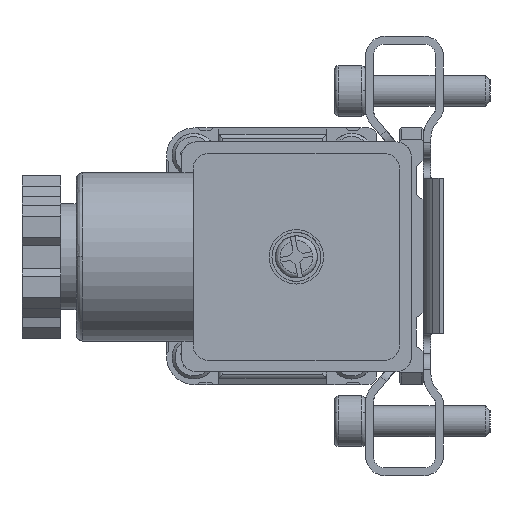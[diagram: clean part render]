
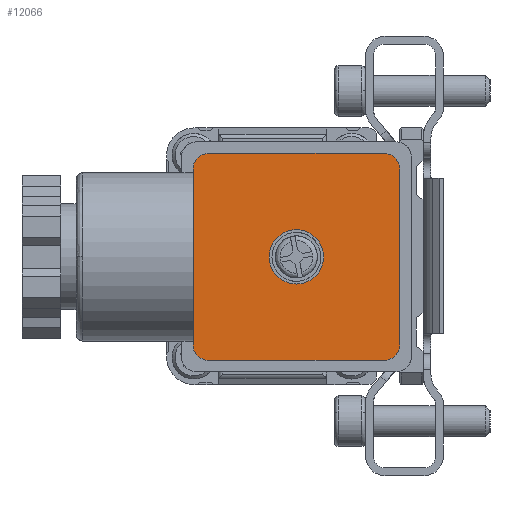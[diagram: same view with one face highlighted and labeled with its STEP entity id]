
A CAD part, left-side view. The second image highlights one B-rep face of the part: STEP entity #12066.
In plain terms, the highlighted planar face has unit normal (-1, 0, 0).
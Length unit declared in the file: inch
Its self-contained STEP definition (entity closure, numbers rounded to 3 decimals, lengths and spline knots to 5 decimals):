
#33 = ORIENTED_EDGE ( 'NONE', *, *, #14817, .F. ) ;
#510 = LINE ( 'NONE', #4499, #26926 ) ;
#625 = DIRECTION ( 'NONE',  ( 0., -1., 0. ) ) ;
#1069 = CIRCLE ( 'NONE', #17013, 0.07874 ) ;
#1515 = CARTESIAN_POINT ( 'NONE',  ( -1.07087, 0.64173, 0.50865 ) ) ;
#2194 = CARTESIAN_POINT ( 'NONE',  ( -1.07087, 1.16535, 1.17007 ) ) ;
#2545 = VERTEX_POINT ( 'NONE', #15210 ) ;
#3014 = DIRECTION ( 'NONE',  ( 1., 0., 0. ) ) ;
#3153 = VERTEX_POINT ( 'NONE', #27520 ) ;
#3285 = AXIS2_PLACEMENT_3D ( 'NONE', #26347, #9108, #15107 ) ;
#4141 = EDGE_CURVE ( 'NONE', #8438, #2545, #28119, .T. ) ;
#4224 = CIRCLE ( 'NONE', #11449, 0.07874 ) ;
#4339 = VERTEX_POINT ( 'NONE', #18711 ) ;
#4499 = CARTESIAN_POINT ( 'NONE',  ( -1.07087, 1.16535, 0.12282 ) ) ;
#4538 = DIRECTION ( 'NONE',  ( 1., 0., 0. ) ) ;
#5040 = FACE_OUTER_BOUND ( 'NONE', #15217, .T. ) ;
#5069 = EDGE_CURVE ( 'NONE', #2545, #4339, #18706, .T. ) ;
#5169 = CARTESIAN_POINT ( 'NONE',  ( -1.07087, 0.11811, 0.12282 ) ) ;
#5212 = CARTESIAN_POINT ( 'NONE',  ( -1.07087, 0.11811, 1.09133 ) ) ;
#5372 = VECTOR ( 'NONE', #13459, 39.37008 ) ;
#6595 = CARTESIAN_POINT ( 'NONE',  ( -1.07087, 0.19685, 0.12282 ) ) ;
#6608 = EDGE_CURVE ( 'NONE', #4339, #3153, #510, .T. ) ;
#8264 = DIRECTION ( 'NONE',  ( 1., 0., 0. ) ) ;
#8438 = VERTEX_POINT ( 'NONE', #6595 ) ;
#8559 = ORIENTED_EDGE ( 'NONE', *, *, #5069, .F. ) ;
#8781 = CIRCLE ( 'NONE', #24279, 0.07874 ) ;
#9046 = LINE ( 'NONE', #2194, #16958 ) ;
#9108 = DIRECTION ( 'NONE',  ( -1., 0., 0. ) ) ;
#9445 = LINE ( 'NONE', #5169, #12863 ) ;
#10689 = CARTESIAN_POINT ( 'NONE',  ( -1.07087, 0.11811, 0.20156 ) ) ;
#11449 = AXIS2_PLACEMENT_3D ( 'NONE', #16959, #8264, #27625 ) ;
#12066 = ADVANCED_FACE ( 'NONE', ( #5040, #16318 ), #14024, .F. ) ;
#12411 = VERTEX_POINT ( 'NONE', #16392 ) ;
#12863 = VECTOR ( 'NONE', #13867, 39.37008 ) ;
#12867 = ORIENTED_EDGE ( 'NONE', *, *, #16920, .F. ) ;
#13241 = DIRECTION ( 'NONE',  ( 0., -1., 0. ) ) ;
#13459 = DIRECTION ( 'NONE',  ( 0., 1., 0. ) ) ;
#13867 = DIRECTION ( 'NONE',  ( 0., 0., -1. ) ) ;
#14024 = PLANE ( 'NONE',  #15945 ) ;
#14047 = VERTEX_POINT ( 'NONE', #23582 ) ;
#14120 = ORIENTED_EDGE ( 'NONE', *, *, #17610, .F. ) ;
#14241 = DIRECTION ( 'NONE',  ( 1., 0., 0. ) ) ;
#14432 = EDGE_CURVE ( 'NONE', #21339, #25453, #9445, .T. ) ;
#14817 = EDGE_CURVE ( 'NONE', #3153, #14047, #4224, .T. ) ;
#15107 = DIRECTION ( 'NONE',  ( 0., 0., -1. ) ) ;
#15210 = CARTESIAN_POINT ( 'NONE',  ( -1.07087, 1.08661, 0.12282 ) ) ;
#15217 = EDGE_LOOP ( 'NONE', ( #22141, #25090, #21540, #12867, #14120, #33, #18051, #8559 ) ) ;
#15615 = DIRECTION ( 'NONE',  ( 0., -1., 0. ) ) ;
#15945 = AXIS2_PLACEMENT_3D ( 'NONE', #24861, #22582, #22293 ) ;
#16141 = EDGE_CURVE ( 'NONE', #18919, #18919, #24692, .T. ) ;
#16318 = FACE_BOUND ( 'NONE', #23983, .T. ) ;
#16383 = CARTESIAN_POINT ( 'NONE',  ( -1.07087, 0.19685, 1.09133 ) ) ;
#16392 = CARTESIAN_POINT ( 'NONE',  ( -1.07087, 0.19685, 1.17007 ) ) ;
#16920 = EDGE_CURVE ( 'NONE', #12411, #21339, #8781, .T. ) ;
#16958 = VECTOR ( 'NONE', #15615, 39.37008 ) ;
#16959 = CARTESIAN_POINT ( 'NONE',  ( -1.07087, 1.08661, 1.09133 ) ) ;
#17013 = AXIS2_PLACEMENT_3D ( 'NONE', #24849, #3014, #625 ) ;
#17342 = DIRECTION ( 'NONE',  ( 0., 0., 1. ) ) ;
#17610 = EDGE_CURVE ( 'NONE', #14047, #12411, #9046, .T. ) ;
#18051 = ORIENTED_EDGE ( 'NONE', *, *, #6608, .F. ) ;
#18706 = CIRCLE ( 'NONE', #20963, 0.07874 ) ;
#18711 = CARTESIAN_POINT ( 'NONE',  ( -1.07087, 1.16535, 0.20156 ) ) ;
#18919 = VERTEX_POINT ( 'NONE', #1515 ) ;
#20138 = CARTESIAN_POINT ( 'NONE',  ( -1.07087, 1.16535, 0.12282 ) ) ;
#20507 = DIRECTION ( 'NONE',  ( 0., -1., 0. ) ) ;
#20963 = AXIS2_PLACEMENT_3D ( 'NONE', #24088, #4538, #13241 ) ;
#21339 = VERTEX_POINT ( 'NONE', #5212 ) ;
#21540 = ORIENTED_EDGE ( 'NONE', *, *, #14432, .F. ) ;
#21717 = EDGE_CURVE ( 'NONE', #25453, #8438, #1069, .T. ) ;
#22141 = ORIENTED_EDGE ( 'NONE', *, *, #4141, .F. ) ;
#22293 = DIRECTION ( 'NONE',  ( 0., 0., 1. ) ) ;
#22582 = DIRECTION ( 'NONE',  ( 1., 0., 0. ) ) ;
#23582 = CARTESIAN_POINT ( 'NONE',  ( -1.07087, 1.08661, 1.17007 ) ) ;
#23983 = EDGE_LOOP ( 'NONE', ( #24406 ) ) ;
#24088 = CARTESIAN_POINT ( 'NONE',  ( -1.07087, 1.08661, 0.20156 ) ) ;
#24279 = AXIS2_PLACEMENT_3D ( 'NONE', #16383, #14241, #20507 ) ;
#24406 = ORIENTED_EDGE ( 'NONE', *, *, #16141, .F. ) ;
#24692 = CIRCLE ( 'NONE', #3285, 0.1378 ) ;
#24849 = CARTESIAN_POINT ( 'NONE',  ( -1.07087, 0.19685, 0.20156 ) ) ;
#24861 = CARTESIAN_POINT ( 'NONE',  ( -1.07087, 1.16535, 0.12282 ) ) ;
#25090 = ORIENTED_EDGE ( 'NONE', *, *, #21717, .F. ) ;
#25453 = VERTEX_POINT ( 'NONE', #10689 ) ;
#26347 = CARTESIAN_POINT ( 'NONE',  ( -1.07087, 0.64173, 0.64645 ) ) ;
#26926 = VECTOR ( 'NONE', #17342, 39.37008 ) ;
#27520 = CARTESIAN_POINT ( 'NONE',  ( -1.07087, 1.16535, 1.09133 ) ) ;
#27625 = DIRECTION ( 'NONE',  ( 0., -1., 0. ) ) ;
#28119 = LINE ( 'NONE', #20138, #5372 ) ;
